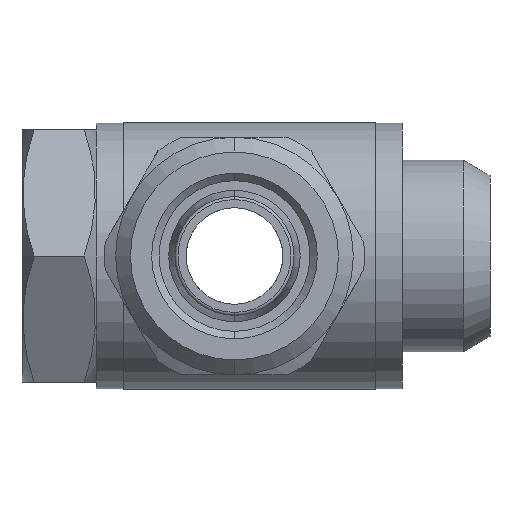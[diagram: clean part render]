
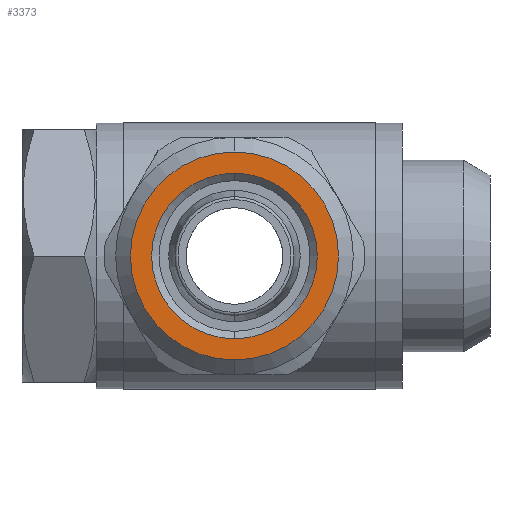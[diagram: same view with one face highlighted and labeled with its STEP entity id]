
A CAD part, left-side view. The second image highlights one B-rep face of the part: STEP entity #3373.
In plain terms, the highlighted planar face has unit normal (-1, 0, 0).
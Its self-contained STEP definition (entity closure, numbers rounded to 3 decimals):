
#63 = CARTESIAN_POINT ( 'NONE',  ( -25.552, 17.2, 0. ) ) ;
#64 = DIRECTION ( 'NONE',  ( 1., 0., 0. ) ) ;
#65 = DIRECTION ( 'NONE',  ( 0., 0., -1. ) ) ;
#404 = FACE_BOUND ( 'NONE', #2924, .T. ) ;
#405 = FACE_OUTER_BOUND ( 'NONE', #2898, .T. ) ;
#772 = CARTESIAN_POINT ( 'NONE',  ( -25.552, 17.2, 7. ) ) ;
#799 = CARTESIAN_POINT ( 'NONE',  ( -25.552, 17.2, 5.575 ) ) ;
#803 = CARTESIAN_POINT ( 'NONE',  ( -25.552, 17.2, -5.575 ) ) ;
#816 = CARTESIAN_POINT ( 'NONE',  ( -25.552, 17.2, -7. ) ) ;
#1246 = PLANE ( 'NONE',  #3262 ) ;
#1247 = CARTESIAN_POINT ( 'NONE',  ( -25.552, 24.2, 0. ) ) ;
#1248 = DIRECTION ( 'NONE',  ( -1., 0., 0. ) ) ;
#1249 = DIRECTION ( 'NONE',  ( 0., 0., 1. ) ) ;
#1539 = CARTESIAN_POINT ( 'NONE',  ( -25.552, 17.2, 0. ) ) ;
#1540 = DIRECTION ( 'NONE',  ( 1., 0., 0. ) ) ;
#1541 = DIRECTION ( 'NONE',  ( 0., 0., -1. ) ) ;
#1545 = CARTESIAN_POINT ( 'NONE',  ( -25.552, 17.2, 0. ) ) ;
#1546 = DIRECTION ( 'NONE',  ( 1., 0., 0. ) ) ;
#1547 = DIRECTION ( 'NONE',  ( 0., 0., -1. ) ) ;
#2029 = CIRCLE ( 'NONE', #2042, 7. ) ;
#2042 = AXIS2_PLACEMENT_3D ( 'NONE', #63, #64, #65 ) ;
#2103 = EDGE_CURVE ( 'NONE', #2554, #2559, #2615, .T. ) ;
#2127 = EDGE_CURVE ( 'NONE', #2577, #2521, #2029, .T. ) ;
#2419 = ORIENTED_EDGE ( 'NONE', *, *, #2103, .T. ) ;
#2420 = ORIENTED_EDGE ( 'NONE', *, *, #3455, .T. ) ;
#2421 = ORIENTED_EDGE ( 'NONE', *, *, #3453, .F. ) ;
#2422 = ORIENTED_EDGE ( 'NONE', *, *, #2127, .F. ) ;
#2521 = VERTEX_POINT ( 'NONE', #772 ) ;
#2554 = VERTEX_POINT ( 'NONE', #799 ) ;
#2559 = VERTEX_POINT ( 'NONE', #803 ) ;
#2577 = VERTEX_POINT ( 'NONE', #816 ) ;
#2587 = AXIS2_PLACEMENT_3D ( 'NONE', #4847, #4848, #4849 ) ;
#2615 = CIRCLE ( 'NONE', #2587, 5.575 ) ;
#2898 = EDGE_LOOP ( 'NONE', ( #2422, #2421 ) ) ;
#2924 = EDGE_LOOP ( 'NONE', ( #2419, #2420 ) ) ;
#3262 = AXIS2_PLACEMENT_3D ( 'NONE', #1247, #1248, #1249 ) ;
#3373 = ADVANCED_FACE ( 'NONE', ( #404, #405 ), #1246, .T. ) ;
#3453 = EDGE_CURVE ( 'NONE', #2521, #2577, #4143, .T. ) ;
#3455 = EDGE_CURVE ( 'NONE', #2559, #2554, #4147, .T. ) ;
#4143 = CIRCLE ( 'NONE', #4150, 7. ) ;
#4147 = CIRCLE ( 'NONE', #4154, 5.575 ) ;
#4150 = AXIS2_PLACEMENT_3D ( 'NONE', #1539, #1540, #1541 ) ;
#4154 = AXIS2_PLACEMENT_3D ( 'NONE', #1545, #1546, #1547 ) ;
#4847 = CARTESIAN_POINT ( 'NONE',  ( -25.552, 17.2, 0. ) ) ;
#4848 = DIRECTION ( 'NONE',  ( 1., 0., 0. ) ) ;
#4849 = DIRECTION ( 'NONE',  ( 0., 0., -1. ) ) ;
